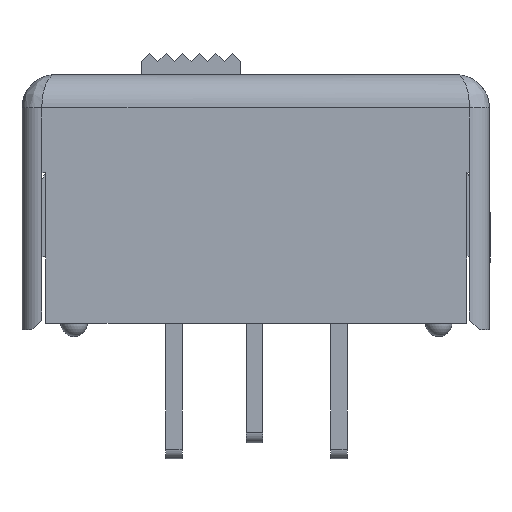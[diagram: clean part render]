
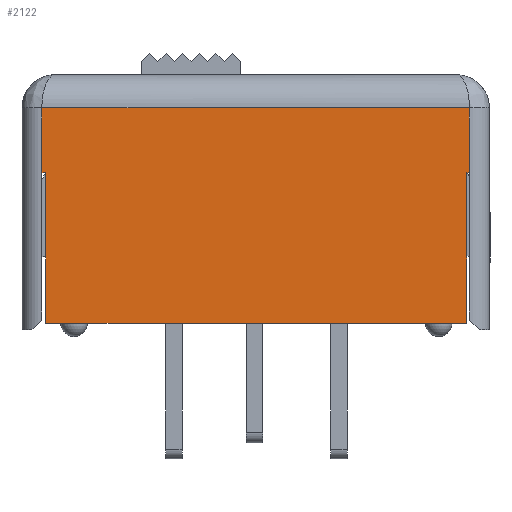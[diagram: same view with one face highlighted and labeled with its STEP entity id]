
A CAD part, front view. The second image highlights one B-rep face of the part: STEP entity #2122.
In plain terms, the highlighted planar face has unit normal (0, -1, 0).
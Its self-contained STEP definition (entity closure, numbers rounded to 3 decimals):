
#61=DIRECTION('',(0.,0.,-1.));
#62=VECTOR('',#61,4.55);
#63=CARTESIAN_POINT('',(-6.35,-3.75,4.55));
#64=LINE('',#63,#62);
#157=DIRECTION('',(-1.,0.,0.));
#158=VECTOR('',#157,0.12);
#159=CARTESIAN_POINT('',(-6.35,-3.75,4.55));
#160=LINE('',#159,#158);
#161=DIRECTION('',(-1.,0.,0.));
#162=VECTOR('',#161,0.08);
#163=CARTESIAN_POINT('',(6.43,-3.75,4.55));
#164=LINE('',#163,#162);
#165=DIRECTION('',(0.,0.,-1.));
#166=VECTOR('',#165,4.55);
#167=CARTESIAN_POINT('',(6.35,-3.75,4.55));
#168=LINE('',#167,#166);
#169=DIRECTION('',(-1.,0.,0.));
#170=VECTOR('',#169,12.7);
#171=CARTESIAN_POINT('',(6.35,-3.75,0.));
#172=LINE('',#171,#170);
#374=DIRECTION('',(0.,0.,1.));
#375=VECTOR('',#374,1.95);
#376=CARTESIAN_POINT('',(6.43,-3.75,4.55));
#377=LINE('',#376,#375);
#518=DIRECTION('',(-1.,0.,0.));
#519=VECTOR('',#518,12.9);
#520=CARTESIAN_POINT('',(6.43,-3.75,6.5));
#521=LINE('',#520,#519);
#531=DIRECTION('',(0.,0.,-1.));
#532=VECTOR('',#531,1.95);
#533=CARTESIAN_POINT('',(-6.47,-3.75,6.5));
#534=LINE('',#533,#532);
#1463=CARTESIAN_POINT('',(-6.35,-3.75,0.));
#1465=VERTEX_POINT('',#1463);
#1467=CARTESIAN_POINT('',(6.35,-3.75,0.));
#1468=VERTEX_POINT('',#1467);
#1567=CARTESIAN_POINT('',(-6.47,-3.75,4.55));
#1568=VERTEX_POINT('',#1567);
#1611=CARTESIAN_POINT('',(6.43,-3.75,4.55));
#1612=VERTEX_POINT('',#1611);
#1613=CARTESIAN_POINT('',(-6.47,-3.75,
6.5));
#1614=VERTEX_POINT('',#1613);
#1615=CARTESIAN_POINT('',(6.43,-3.75,6.5));
#1616=VERTEX_POINT('',#1615);
#1635=CARTESIAN_POINT('',(-6.35,-3.75,4.55));
#1637=VERTEX_POINT('',#1635);
#1651=CARTESIAN_POINT('',(6.35,-3.75,4.55));
#1653=VERTEX_POINT('',#1651);
#2102=CARTESIAN_POINT('',(-6.35,-3.75,0.));
#2103=DIRECTION('',(0.,-1.,0.));
#2104=DIRECTION('',(1.,0.,0.));
#2105=AXIS2_PLACEMENT_3D('',#2102,#2103,#2104);
#2106=PLANE('',#2105);
#2107=ORIENTED_EDGE('',*,*,#1974,.F.);
#2109=ORIENTED_EDGE('',*,*,#2108,.T.);
#2111=ORIENTED_EDGE('',*,*,#2110,.F.);
#2113=ORIENTED_EDGE('',*,*,#2112,.F.);
#2115=ORIENTED_EDGE('',*,*,#2114,.F.);
#2117=ORIENTED_EDGE('',*,*,#2116,.T.);
#2118=ORIENTED_EDGE('',*,*,#2070,.T.);
#2119=ORIENTED_EDGE('',*,*,#1890,.T.);
#2120=EDGE_LOOP('',(#2107,#2109,#2111,#2113,#2115,#2117,#2118,#2119));
#2121=FACE_OUTER_BOUND('',#2120,.F.);
#2122=ADVANCED_FACE('',(#2121),#2106,.T.);
#1890=EDGE_CURVE('',#1468,#1465,#172,.T.);
#1974=EDGE_CURVE('',#1637,#1465,#64,.T.);
#2070=EDGE_CURVE('',#1653,#1468,#168,.T.);
#2108=EDGE_CURVE('',#1637,#1568,#160,.T.);
#2110=EDGE_CURVE('',#1614,#1568,#534,.T.);
#2112=EDGE_CURVE('',#1616,#1614,#521,.T.);
#2114=EDGE_CURVE('',#1612,#1616,#377,.T.);
#2116=EDGE_CURVE('',#1612,#1653,#164,.T.);
